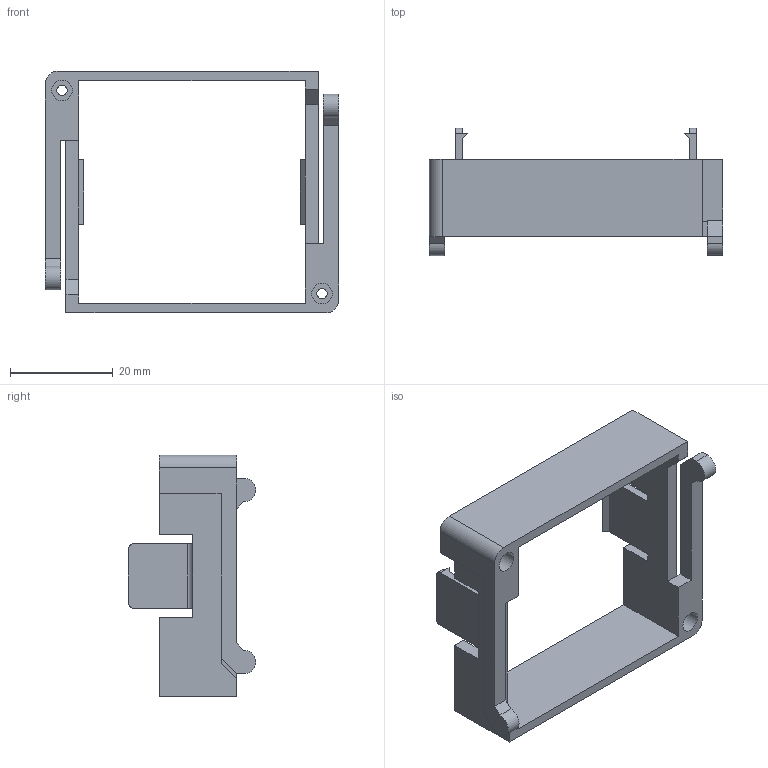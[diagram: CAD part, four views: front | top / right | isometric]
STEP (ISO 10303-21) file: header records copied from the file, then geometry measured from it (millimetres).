
FILE_DESCRIPTION(/* description */ (''),/* implementation_level */ '2;1');
FILE_NAME(/* name */ 'cuadrado.stp',/* time_stamp */ '2020-08-05T14:32:25-04:00',/* author */ ('Samuel'),/* organization */ (''),/* preprocessor_version */ 'ST-DEVELOPER v18',/* originating_system */ 'Autodesk Inventor 2020',/* authorisation */ '');
FILE_SCHEMA (('AUTOMOTIVE_DESIGN { 1 0 10303 214 3 1 1 }'));
Length unit declared in the file: millimetre
Products named in the file (1): cuadrado
Bounding box: 57 x 24.71 x 47 mm (x, y, z)
Volume: 6919 mm3; surface area: 7804.8 mm2
Topology: 1 solids, 1 shells, 74 faces, 210 edges, 140 vertices
Faces by surface type: plane 58, cylinder 16
Full cylindrical faces by diameter (mm): 2 x2, 4 x4
Entity records: 2449 total; most frequent: CARTESIAN_POINT 425, ORIENTED_EDGE 420, DIRECTION 402, EDGE_CURVE 210, LINE 168, VECTOR 168, VERTEX_POINT 140, AXIS2_PLACEMENT_3D 117
